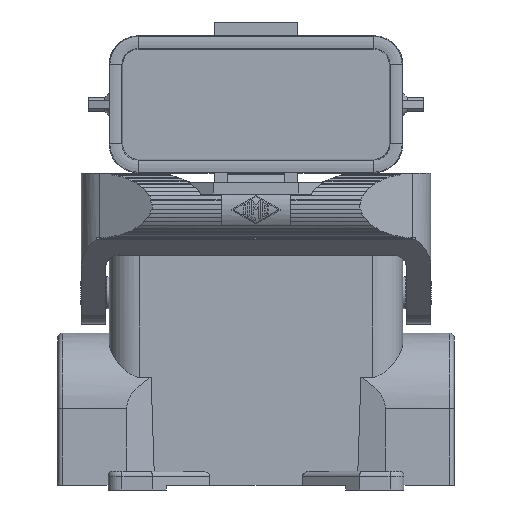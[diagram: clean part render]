
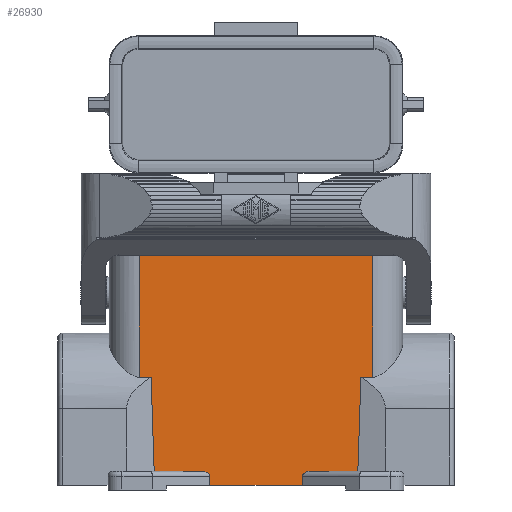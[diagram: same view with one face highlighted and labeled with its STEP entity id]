
A CAD part, front view. The second image highlights one B-rep face of the part: STEP entity #26930.
In plain terms, the highlighted face is planar.
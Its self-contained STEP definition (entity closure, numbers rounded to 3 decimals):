
#6670=CARTESIAN_POINT('',(103.524,43.148,
70.509));
#6680=VERTEX_POINT('',#6670);
#6710=CARTESIAN_POINT('',(47.024,43.148,
70.509));
#6720=DIRECTION('',(1.,0.,0.));
#6730=VECTOR('',#6720,1.);
#6740=LINE('',#6710,#6730);
#6750=CARTESIAN_POINT('',(101.028,43.148,
70.509));
#6760=VERTEX_POINT('',#6750);
#6770=EDGE_CURVE('',#6760,#6680,#6740,.T.);
#16600=CARTESIAN_POINT('',(56.677,43.148,
50.32));
#16610=VERTEX_POINT('',#16600);
#16640=CARTESIAN_POINT('',(58.316,43.148,0.));
#16650=DIRECTION('',(-0.033,0.,0.999));
#16660=VECTOR('',#16650,1.);
#16670=LINE('',#16640,#16660);
#16680=CARTESIAN_POINT('',(56.02,43.148,
70.509));
#16690=VERTEX_POINT('',#16680);
#16700=EDGE_CURVE('',#16610,#16690,#16670,.T.);
#24720=CARTESIAN_POINT('',(88.499,43.148,
49.32));
#24730=VERTEX_POINT('',#24720);
#24760=CARTESIAN_POINT('',(88.499,43.148,0.));
#24770=DIRECTION('',(0.,0.,-1.));
#24780=VECTOR('',#24770,1.);
#24790=LINE('',#24760,#24780);
#24800=CARTESIAN_POINT('',(88.499,43.148,
47.32));
#24810=VERTEX_POINT('',#24800);
#24820=EDGE_CURVE('',#24730,#24810,#24790,.T.);
#25990=CARTESIAN_POINT('',(0.,43.148,98.32));
#26000=DIRECTION('',(-0.,1.,0.));
#26010=DIRECTION('',(1.,0.,0.));
#26020=AXIS2_PLACEMENT_3D('',#25990,#26000,#26010);
#26030=PLANE('',#26020);
#26040=CARTESIAN_POINT('',(53.524,43.148,0.));
#26050=DIRECTION('',(0.,0.,1.));
#26060=VECTOR('',#26050,1.);
#26070=LINE('',#26040,#26060);
#26080=CARTESIAN_POINT('',(53.524,43.148,
70.509));
#26090=VERTEX_POINT('',#26080);
#26100=CARTESIAN_POINT('',(53.524,43.148,
98.32));
#26110=VERTEX_POINT('',#26100);
#26120=EDGE_CURVE('',#26090,#26110,#26070,.T.);
#26130=ORIENTED_EDGE('',*,*,#26120,.T.);
#26140=CARTESIAN_POINT('',(110.024,43.148,
70.509));
#26150=DIRECTION('',(-1.,0.,0.));
#26160=VECTOR('',#26150,1.);
#26170=LINE('',#26140,#26160);
#26180=EDGE_CURVE('',#16690,#26090,#26170,.T.);
#26190=ORIENTED_EDGE('',*,*,#26180,.T.);
#26200=ORIENTED_EDGE('',*,*,#16700,.T.);
#26210=CARTESIAN_POINT('',(0.,43.148,50.32));
#26220=DIRECTION('',(-1.,0.,0.));
#26230=VECTOR('',#26220,1.);
#26240=LINE('',#26210,#26230);
#26250=CARTESIAN_POINT('',(66.993,43.148,
50.32));
#26260=VERTEX_POINT('',#26250);
#26270=EDGE_CURVE('',#26260,#16610,#26240,.T.);
#26280=ORIENTED_EDGE('',*,*,#26270,.T.);
#26290=CARTESIAN_POINT('',(66.993,43.148,
49.32));
#26300=DIRECTION('',(0.,1.,0.));
#26310=DIRECTION('',(1.,0.,0.));
#26320=AXIS2_PLACEMENT_3D('',#26290,#26300,#26310);
#26330=ELLIPSE('',#26320,1.556,1.);
#26340=CARTESIAN_POINT('',(68.549,43.148,
49.32));
#26350=VERTEX_POINT('',#26340);
#26360=EDGE_CURVE('',#26260,#26350,#26330,.T.);
#26370=ORIENTED_EDGE('',*,*,#26360,.F.);
#26380=CARTESIAN_POINT('',(68.549,43.148,0.));
#26390=DIRECTION('',(0.,0.,-1.));
#26400=VECTOR('',#26390,1.);
#26410=LINE('',#26380,#26400);
#26420=CARTESIAN_POINT('',(68.549,43.148,
47.32));
#26430=VERTEX_POINT('',#26420);
#26440=EDGE_CURVE('',#26350,#26430,#26410,.T.);
#26450=ORIENTED_EDGE('',*,*,#26440,.F.);
#26460=CARTESIAN_POINT('',(0.,43.148,47.32));
#26470=DIRECTION('',(-1.,0.,0.));
#26480=VECTOR('',#26470,1.);
#26490=LINE('',#26460,#26480);
#26500=EDGE_CURVE('',#24810,#26430,#26490,.T.);
#26510=ORIENTED_EDGE('',*,*,#26500,.T.);
#26520=ORIENTED_EDGE('',*,*,#24820,.T.);
#26530=CARTESIAN_POINT('',(90.055,43.148,
49.32));
#26540=DIRECTION('',(0.,1.,0.));
#26550=DIRECTION('',(1.,0.,0.));
#26560=AXIS2_PLACEMENT_3D('',#26530,#26540,#26550);
#26570=ELLIPSE('',#26560,1.556,1.);
#26580=CARTESIAN_POINT('',(90.055,43.148,
50.32));
#26590=VERTEX_POINT('',#26580);
#26600=EDGE_CURVE('',#24730,#26590,#26570,.T.);
#26610=ORIENTED_EDGE('',*,*,#26600,.F.);
#26620=CARTESIAN_POINT('',(0.,43.148,50.32));
#26630=DIRECTION('',(1.,0.,0.));
#26640=VECTOR('',#26630,1.);
#26650=LINE('',#26620,#26640);
#26660=CARTESIAN_POINT('',(100.371,43.148,
50.32));
#26670=VERTEX_POINT('',#26660);
#26680=EDGE_CURVE('',#26590,#26670,#26650,.T.);
#26690=ORIENTED_EDGE('',*,*,#26680,.F.);
#26700=CARTESIAN_POINT('',(98.732,43.148,0.));
#26710=DIRECTION('',(0.033,0.,0.999));
#26720=VECTOR('',#26710,1.);
#26730=LINE('',#26700,#26720);
#26740=EDGE_CURVE('',#26670,#6760,#26730,.T.);
#26750=ORIENTED_EDGE('',*,*,#26740,.F.);
#26760=ORIENTED_EDGE('',*,*,#6770,.F.);
#26770=CARTESIAN_POINT('',(103.524,43.148,0.));
#26780=DIRECTION('',(0.,0.,1.));
#26790=VECTOR('',#26780,1.);
#26800=LINE('',#26770,#26790);
#26810=CARTESIAN_POINT('',(103.524,43.148,
98.32));
#26820=VERTEX_POINT('',#26810);
#26830=EDGE_CURVE('',#6680,#26820,#26800,.T.);
#26840=ORIENTED_EDGE('',*,*,#26830,.F.);
#26850=CARTESIAN_POINT('',(0.,43.148,98.32));
#26860=DIRECTION('',(1.,0.,0.));
#26870=VECTOR('',#26860,1.);
#26880=LINE('',#26850,#26870);
#26890=EDGE_CURVE('',#26110,#26820,#26880,.T.);
#26900=ORIENTED_EDGE('',*,*,#26890,.T.);
#26910=EDGE_LOOP('',(#26900,#26840,#26760,#26750,#26690,#26610,#26520,
#26510,#26450,#26370,#26280,#26200,#26190,#26130));
#26920=FACE_OUTER_BOUND('',#26910,.T.);
#26930=ADVANCED_FACE('',(#26920),#26030,.T.);
